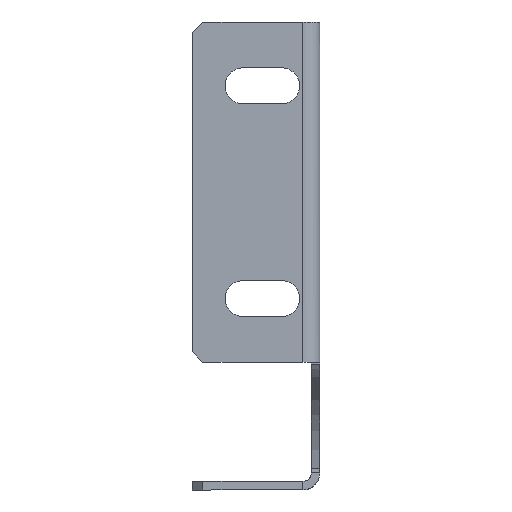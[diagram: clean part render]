
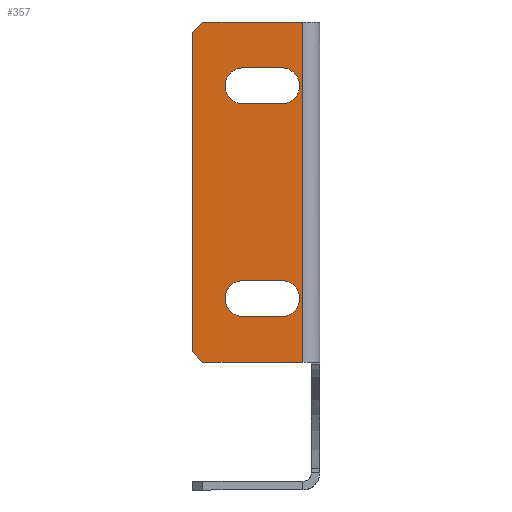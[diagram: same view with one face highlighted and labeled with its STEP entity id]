
A CAD part, left-side view. The second image highlights one B-rep face of the part: STEP entity #357.
In plain terms, the highlighted planar face has unit normal (-1, 0, 0).
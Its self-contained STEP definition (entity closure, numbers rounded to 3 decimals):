
#40 = DIRECTION ( 'NONE',  ( 0., 1., 0. ) ) ;
#42 = EDGE_CURVE ( 'NONE', #966, #1778, #1130, .T. ) ;
#62 = FACE_OUTER_BOUND ( 'NONE', #1344, .T. ) ;
#71 = LINE ( 'NONE', #171, #542 ) ;
#73 = DIRECTION ( 'NONE',  ( 1., 0., 0. ) ) ;
#77 = VECTOR ( 'NONE', #653, 1000. ) ;
#95 = CARTESIAN_POINT ( 'NONE',  ( 0., 18., 49.25 ) ) ;
#165 = DIRECTION ( 'NONE',  ( 0., -1., 0. ) ) ;
#167 = DIRECTION ( 'NONE',  ( 0., 1., 0. ) ) ;
#171 = CARTESIAN_POINT ( 'NONE',  ( 0., 4., 30. ) ) ;
#185 = AXIS2_PLACEMENT_3D ( 'NONE', #1867, #73, #1346 ) ;
#211 = CARTESIAN_POINT ( 'NONE',  ( 0., 27.5, 30. ) ) ;
#215 = VERTEX_POINT ( 'NONE', #1762 ) ;
#226 = CIRCLE ( 'NONE', #371, 4.25 ) ;
#249 = EDGE_CURVE ( 'NONE', #454, #973, #392, .T. ) ;
#272 = CARTESIAN_POINT ( 'NONE',  ( 0., 18., 90.75 ) ) ;
#280 = VERTEX_POINT ( 'NONE', #211 ) ;
#313 = CARTESIAN_POINT ( 'NONE',  ( 0., 4., 30. ) ) ;
#332 = CIRCLE ( 'NONE', #185, 4.25 ) ;
#333 = VECTOR ( 'NONE', #1004, 1000. ) ;
#336 = VERTEX_POINT ( 'NONE', #1020 ) ;
#341 = ORIENTED_EDGE ( 'NONE', *, *, #42, .T. ) ;
#354 = CARTESIAN_POINT ( 'NONE',  ( 0., 22.25, 45. ) ) ;
#355 = CARTESIAN_POINT ( 'NONE',  ( 0., 0., 30. ) ) ;
#357 = ADVANCED_FACE ( 'NONE', ( #561, #552, #62 ), #1205, .F. ) ;
#361 = DIRECTION ( 'NONE',  ( 1., 0., 0. ) ) ;
#371 = AXIS2_PLACEMENT_3D ( 'NONE', #1343, #1997, #2028 ) ;
#392 = LINE ( 'NONE', #1540, #1567 ) ;
#412 = DIRECTION ( 'NONE',  ( 0., 1., 0. ) ) ;
#419 = CARTESIAN_POINT ( 'NONE',  ( 0., 18., 99.25 ) ) ;
#440 = LINE ( 'NONE', #449, #1398 ) ;
#447 = VERTEX_POINT ( 'NONE', #354 ) ;
#449 = CARTESIAN_POINT ( 'NONE',  ( 0., 30., 0. ) ) ;
#454 = VERTEX_POINT ( 'NONE', #971 ) ;
#475 = EDGE_CURVE ( 'NONE', #215, #336, #665, .T. ) ;
#498 = AXIS2_PLACEMENT_3D ( 'NONE', #1304, #1491, #1657 ) ;
#533 = EDGE_CURVE ( 'NONE', #336, #447, #1803, .T. ) ;
#540 = VECTOR ( 'NONE', #1951, 1000. ) ;
#542 = VECTOR ( 'NONE', #1513, 1000. ) ;
#552 = FACE_BOUND ( 'NONE', #1319, .T. ) ;
#561 = FACE_BOUND ( 'NONE', #566, .T. ) ;
#566 = EDGE_LOOP ( 'NONE', ( #647, #1785, #1246, #1441, #908 ) ) ;
#580 = VECTOR ( 'NONE', #1062, 1000. ) ;
#647 = ORIENTED_EDGE ( 'NONE', *, *, #475, .T. ) ;
#649 = EDGE_CURVE ( 'NONE', #1931, #1512, #71, .T. ) ;
#653 = DIRECTION ( 'NONE',  ( 0., 0.707, -0.707 ) ) ;
#665 = LINE ( 'NONE', #1471, #540 ) ;
#770 = ORIENTED_EDGE ( 'NONE', *, *, #841, .T. ) ;
#785 = VECTOR ( 'NONE', #165, 1000. ) ;
#841 = EDGE_CURVE ( 'NONE', #1910, #933, #332, .T. ) ;
#908 = ORIENTED_EDGE ( 'NONE', *, *, #1503, .T. ) ;
#912 = VECTOR ( 'NONE', #1921, 1000. ) ;
#933 = VERTEX_POINT ( 'NONE', #419 ) ;
#966 = VERTEX_POINT ( 'NONE', #1580 ) ;
#971 = CARTESIAN_POINT ( 'NONE',  ( 0., 9., 90.75 ) ) ;
#973 = VERTEX_POINT ( 'NONE', #272 ) ;
#1004 = DIRECTION ( 'NONE',  ( 0., -0.707, -0.707 ) ) ;
#1012 = LINE ( 'NONE', #1070, #580 ) ;
#1020 = CARTESIAN_POINT ( 'NONE',  ( 0., 18., 40.75 ) ) ;
#1046 = CARTESIAN_POINT ( 'NONE',  ( 0., 22.25, 95. ) ) ;
#1052 = EDGE_CURVE ( 'NONE', #1527, #280, #1626, .T. ) ;
#1053 = AXIS2_PLACEMENT_3D ( 'NONE', #1484, #1284, #1650 ) ;
#1060 = DIRECTION ( 'NONE',  ( 1., 0., 0. ) ) ;
#1062 = DIRECTION ( 'NONE',  ( 0., -1., 0. ) ) ;
#1065 = LINE ( 'NONE', #1586, #912 ) ;
#1070 = CARTESIAN_POINT ( 'NONE',  ( 0., 18., 99.25 ) ) ;
#1101 = DIRECTION ( 'NONE',  ( 0., 0., -1. ) ) ;
#1130 = LINE ( 'NONE', #1468, #77 ) ;
#1156 = CARTESIAN_POINT ( 'NONE',  ( 0., 9., 99.25 ) ) ;
#1164 = LINE ( 'NONE', #355, #785 ) ;
#1168 = ORIENTED_EDGE ( 'NONE', *, *, #1176, .T. ) ;
#1176 = EDGE_CURVE ( 'NONE', #973, #1910, #226, .T. ) ;
#1177 = ORIENTED_EDGE ( 'NONE', *, *, #1854, .T. ) ;
#1178 = EDGE_CURVE ( 'NONE', #447, #1747, #1429, .T. ) ;
#1179 = CARTESIAN_POINT ( 'NONE',  ( 0., 18., 45. ) ) ;
#1205 = PLANE ( 'NONE',  #1355 ) ;
#1209 = DIRECTION ( 'NONE',  ( 0., 1., 0. ) ) ;
#1216 = CARTESIAN_POINT ( 'NONE',  ( 0., 0., 0. ) ) ;
#1246 = ORIENTED_EDGE ( 'NONE', *, *, #1178, .T. ) ;
#1284 = DIRECTION ( 'NONE',  ( 1., 0., 0. ) ) ;
#1303 = EDGE_CURVE ( 'NONE', #1747, #1556, #1409, .T. ) ;
#1304 = CARTESIAN_POINT ( 'NONE',  ( 0., 18., 45. ) ) ;
#1319 = EDGE_LOOP ( 'NONE', ( #1637, #1168, #770, #1753, #2074 ) ) ;
#1343 = CARTESIAN_POINT ( 'NONE',  ( 0., 18., 95. ) ) ;
#1344 = EDGE_LOOP ( 'NONE', ( #1455, #1739, #1177, #1935, #2007, #341 ) ) ;
#1346 = DIRECTION ( 'NONE',  ( 0., 1., 0. ) ) ;
#1352 = EDGE_CURVE ( 'NONE', #1931, #966, #1065, .T. ) ;
#1355 = AXIS2_PLACEMENT_3D ( 'NONE', #1216, #1060, #412 ) ;
#1395 = CIRCLE ( 'NONE', #1053, 4.25 ) ;
#1398 = VECTOR ( 'NONE', #1101, 1000. ) ;
#1399 = DIRECTION ( 'NONE',  ( 0., -1., 0. ) ) ;
#1409 = LINE ( 'NONE', #95, #1742 ) ;
#1429 = CIRCLE ( 'NONE', #1843, 4.25 ) ;
#1441 = ORIENTED_EDGE ( 'NONE', *, *, #1303, .T. ) ;
#1442 = DIRECTION ( 'NONE',  ( 1., 0., 0. ) ) ;
#1455 = ORIENTED_EDGE ( 'NONE', *, *, #2124, .T. ) ;
#1468 = CARTESIAN_POINT ( 'NONE',  ( 0., 30., 107.5 ) ) ;
#1471 = CARTESIAN_POINT ( 'NONE',  ( 0., 18., 40.75 ) ) ;
#1484 = CARTESIAN_POINT ( 'NONE',  ( 0., 9., 45. ) ) ;
#1491 = DIRECTION ( 'NONE',  ( 1., 0., 0. ) ) ;
#1503 = EDGE_CURVE ( 'NONE', #1556, #215, #1395, .T. ) ;
#1512 = VERTEX_POINT ( 'NONE', #313 ) ;
#1513 = DIRECTION ( 'NONE',  ( 0., 0., -1. ) ) ;
#1516 = EDGE_CURVE ( 'NONE', #1818, #454, #2045, .T. ) ;
#1527 = VERTEX_POINT ( 'NONE', #2116 ) ;
#1540 = CARTESIAN_POINT ( 'NONE',  ( 0., 18., 90.75 ) ) ;
#1556 = VERTEX_POINT ( 'NONE', #2035 ) ;
#1567 = VECTOR ( 'NONE', #40, 1000. ) ;
#1580 = CARTESIAN_POINT ( 'NONE',  ( 0., 27.5, 110. ) ) ;
#1586 = CARTESIAN_POINT ( 'NONE',  ( 0., 0., 110. ) ) ;
#1619 = EDGE_CURVE ( 'NONE', #933, #1818, #1012, .T. ) ;
#1626 = LINE ( 'NONE', #1976, #333 ) ;
#1634 = CARTESIAN_POINT ( 'NONE',  ( 0., 18., 49.25 ) ) ;
#1637 = ORIENTED_EDGE ( 'NONE', *, *, #249, .T. ) ;
#1650 = DIRECTION ( 'NONE',  ( 0., 1., 0. ) ) ;
#1657 = DIRECTION ( 'NONE',  ( 0., 1., 0. ) ) ;
#1739 = ORIENTED_EDGE ( 'NONE', *, *, #1052, .T. ) ;
#1742 = VECTOR ( 'NONE', #1399, 1000. ) ;
#1747 = VERTEX_POINT ( 'NONE', #1634 ) ;
#1753 = ORIENTED_EDGE ( 'NONE', *, *, #1619, .T. ) ;
#1762 = CARTESIAN_POINT ( 'NONE',  ( 0., 9., 40.75 ) ) ;
#1778 = VERTEX_POINT ( 'NONE', #1794 ) ;
#1785 = ORIENTED_EDGE ( 'NONE', *, *, #533, .T. ) ;
#1794 = CARTESIAN_POINT ( 'NONE',  ( 0., 30., 107.5 ) ) ;
#1803 = CIRCLE ( 'NONE', #498, 4.25 ) ;
#1818 = VERTEX_POINT ( 'NONE', #1156 ) ;
#1843 = AXIS2_PLACEMENT_3D ( 'NONE', #1179, #361, #1209 ) ;
#1848 = AXIS2_PLACEMENT_3D ( 'NONE', #2134, #1442, #167 ) ;
#1854 = EDGE_CURVE ( 'NONE', #280, #1512, #1164, .T. ) ;
#1867 = CARTESIAN_POINT ( 'NONE',  ( 0., 18., 95. ) ) ;
#1881 = CARTESIAN_POINT ( 'NONE',  ( 0., 4., 110. ) ) ;
#1910 = VERTEX_POINT ( 'NONE', #1046 ) ;
#1921 = DIRECTION ( 'NONE',  ( 0., 1., 0. ) ) ;
#1931 = VERTEX_POINT ( 'NONE', #1881 ) ;
#1935 = ORIENTED_EDGE ( 'NONE', *, *, #649, .F. ) ;
#1951 = DIRECTION ( 'NONE',  ( 0., 1., 0. ) ) ;
#1976 = CARTESIAN_POINT ( 'NONE',  ( 0., 27.5, 30. ) ) ;
#1997 = DIRECTION ( 'NONE',  ( 1., 0., 0. ) ) ;
#2007 = ORIENTED_EDGE ( 'NONE', *, *, #1352, .T. ) ;
#2028 = DIRECTION ( 'NONE',  ( 0., 1., 0. ) ) ;
#2035 = CARTESIAN_POINT ( 'NONE',  ( 0., 9., 49.25 ) ) ;
#2045 = CIRCLE ( 'NONE', #1848, 4.25 ) ;
#2074 = ORIENTED_EDGE ( 'NONE', *, *, #1516, .T. ) ;
#2116 = CARTESIAN_POINT ( 'NONE',  ( 0., 30., 32.5 ) ) ;
#2124 = EDGE_CURVE ( 'NONE', #1778, #1527, #440, .T. ) ;
#2134 = CARTESIAN_POINT ( 'NONE',  ( 0., 9., 95. ) ) ;
